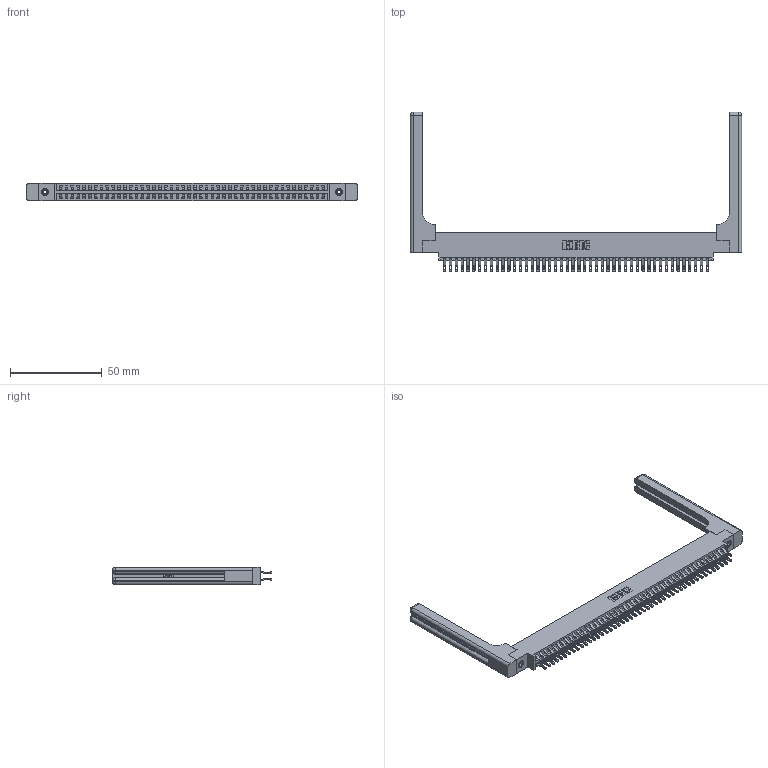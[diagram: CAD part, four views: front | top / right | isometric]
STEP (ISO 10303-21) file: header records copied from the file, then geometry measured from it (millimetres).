
FILE_DESCRIPTION (( 'STEP AP203' ), '1' );
FILE_NAME ('346-092-555-858.STEP', '2022-05-26T07:51:26', ( '' ), ( '' ), 'SwSTEP 2.0', 'SolidWorks 2020', '' );
FILE_SCHEMA (( 'CONFIG_CONTROL_DESIGN' ));
Length unit declared in the file: inch
Products named in the file (5): 346 Part_0.170 Offset - 0.156 Dia-TH; 346-220-058_345-220-058; 346-092-555-858; 345-250-001_345-250-001-102; 345-292-001_555 Tail
Assembly tree (97 placements, depth 2):
  346-092-555-858
    346 Part_0.170 Offset - 0.156 Dia-TH
    345-292-001_555 Tail  x92
    345-250-001_345-250-001-102  x2
    346-220-058_345-220-058  x2
Bounding box: 180.11 x 86.74 x 9.4 mm (x, y, z)
Volume: 25182.6 mm3; surface area: 30514.8 mm2
Topology: 97 solids, 97 shells, 5732 faces, 17879 edges, 11898 vertices
Faces by surface type: plane 3278, cylinder 2394, bspline 36, cone 12, sphere 8, torus 4
Entity records: 35538 total; most frequent: CARTESIAN_POINT 6901, ORIENTED_EDGE 5600, DIRECTION 5032, EDGE_CURVE 2800, LINE 2372, VECTOR 2372, VERTEX_POINT 1858, AXIS2_PLACEMENT_3D 1330
